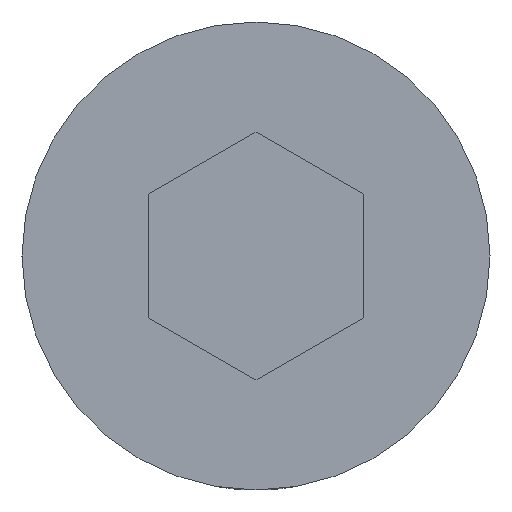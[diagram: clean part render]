
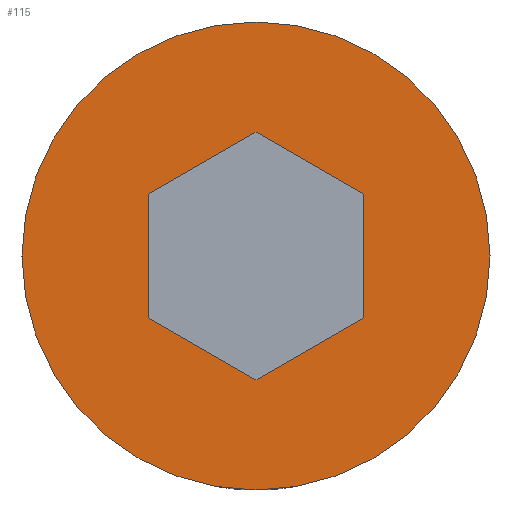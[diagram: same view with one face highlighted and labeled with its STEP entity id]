
A CAD part, front view. The second image highlights one B-rep face of the part: STEP entity #115.
In plain terms, the highlighted planar face has unit normal (0, -1, 0).
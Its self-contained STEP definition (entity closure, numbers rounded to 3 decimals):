
#24 = VERTEX_POINT('',#25);
#25 = CARTESIAN_POINT('',(0.,-28.,7.));
#39 = EDGE_CURVE('',#24,#24,#40,.T.);
#40 = CIRCLE('',#41,7.);
#41 = AXIS2_PLACEMENT_3D('',#42,#43,#44);
#42 = CARTESIAN_POINT('',(0.,-28.,0.));
#43 = DIRECTION('',(0.,1.,0.));
#44 = DIRECTION('',(0.,0.,1.));
#115 = ADVANCED_FACE('',(#116,#119),#169,.F.);
#116 = FACE_BOUND('',#117,.F.);
#117 = EDGE_LOOP('',(#118));
#118 = ORIENTED_EDGE('',*,*,#39,.T.);
#119 = FACE_BOUND('',#120,.F.);
#120 = EDGE_LOOP('',(#121,#131,#139,#147,#155,#163));
#121 = ORIENTED_EDGE('',*,*,#122,.T.);
#122 = EDGE_CURVE('',#123,#125,#127,.T.);
#123 = VERTEX_POINT('',#124);
#124 = CARTESIAN_POINT('',(-3.21,-28.,-1.853));
#125 = VERTEX_POINT('',#126);
#126 = CARTESIAN_POINT('',(0.,-28.,-3.707));
#127 = LINE('',#128,#129);
#128 = CARTESIAN_POINT('',(-3.21,-28.,-1.853));
#129 = VECTOR('',#130,1.);
#130 = DIRECTION('',(0.866,0.,-0.5));
#131 = ORIENTED_EDGE('',*,*,#132,.T.);
#132 = EDGE_CURVE('',#125,#133,#135,.T.);
#133 = VERTEX_POINT('',#134);
#134 = CARTESIAN_POINT('',(3.21,-28.,-1.853));
#135 = LINE('',#136,#137);
#136 = CARTESIAN_POINT('',(0.,-28.,-3.707));
#137 = VECTOR('',#138,1.);
#138 = DIRECTION('',(0.866,0.,0.5));
#139 = ORIENTED_EDGE('',*,*,#140,.T.);
#140 = EDGE_CURVE('',#133,#141,#143,.T.);
#141 = VERTEX_POINT('',#142);
#142 = CARTESIAN_POINT('',(3.21,-28.,1.853));
#143 = LINE('',#144,#145);
#144 = CARTESIAN_POINT('',(3.21,-28.,-1.853));
#145 = VECTOR('',#146,1.);
#146 = DIRECTION('',(0.,0.,1.));
#147 = ORIENTED_EDGE('',*,*,#148,.T.);
#148 = EDGE_CURVE('',#141,#149,#151,.T.);
#149 = VERTEX_POINT('',#150);
#150 = CARTESIAN_POINT('',(0.,-28.,3.707));
#151 = LINE('',#152,#153);
#152 = CARTESIAN_POINT('',(3.21,-28.,1.853));
#153 = VECTOR('',#154,1.);
#154 = DIRECTION('',(-0.866,0.,0.5));
#155 = ORIENTED_EDGE('',*,*,#156,.T.);
#156 = EDGE_CURVE('',#149,#157,#159,.T.);
#157 = VERTEX_POINT('',#158);
#158 = CARTESIAN_POINT('',(-3.21,-28.,1.853));
#159 = LINE('',#160,#161);
#160 = CARTESIAN_POINT('',(0.,-28.,3.707));
#161 = VECTOR('',#162,1.);
#162 = DIRECTION('',(-0.866,0.,-0.5));
#163 = ORIENTED_EDGE('',*,*,#164,.T.);
#164 = EDGE_CURVE('',#157,#123,#165,.T.);
#165 = LINE('',#166,#167);
#166 = CARTESIAN_POINT('',(-3.21,-28.,1.853));
#167 = VECTOR('',#168,1.);
#168 = DIRECTION('',(0.,0.,-1.));
#169 = PLANE('',#170);
#170 = AXIS2_PLACEMENT_3D('',#171,#172,#173);
#171 = CARTESIAN_POINT('',(0.,-28.,0.));
#172 = DIRECTION('',(0.,1.,0.));
#173 = DIRECTION('',(0.,0.,1.));
